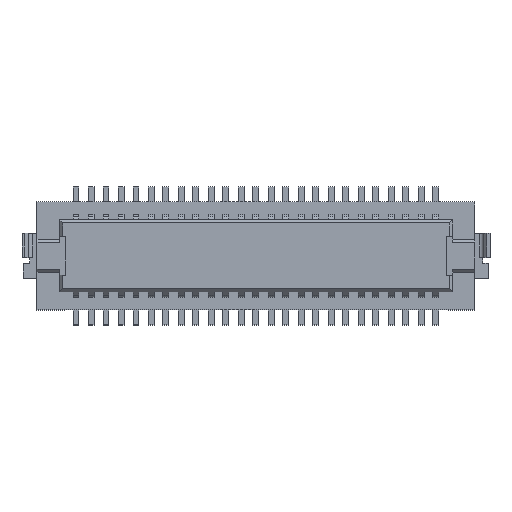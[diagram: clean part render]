
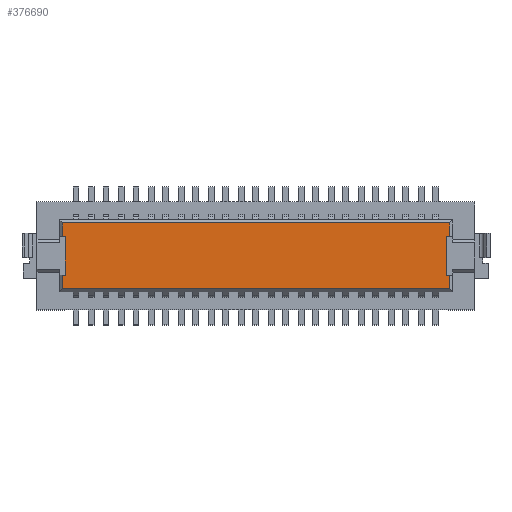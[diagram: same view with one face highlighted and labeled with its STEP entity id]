
A CAD part, top view. The second image highlights one B-rep face of the part: STEP entity #376690.
In plain terms, the highlighted planar face has unit normal (0, 0, 1).
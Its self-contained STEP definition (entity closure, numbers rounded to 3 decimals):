
#6830=CARTESIAN_POINT('',(-1.35,2.15,2.2));
#6840=VERTEX_POINT('',#6830);
#6870=CARTESIAN_POINT('',(1.5,2.15,2.2));
#6880=DIRECTION('',(1.,0.,0.));
#6890=VECTOR('',#6880,1.);
#6900=LINE('',#6870,#6890);
#6910=CARTESIAN_POINT('',(-1.25,2.15,2.2));
#6920=VERTEX_POINT('',#6910);
#6930=EDGE_CURVE('',#6840,#6920,#6900,.T.);
#9660=CARTESIAN_POINT('',(-1.35,0.4,2.2));
#9670=VERTEX_POINT('',#9660);
#9820=CARTESIAN_POINT('',(-1.35,0.85,2.2));
#9830=VERTEX_POINT('',#9820);
#9860=CARTESIAN_POINT('',(-1.35,0.625,2.2));
#9870=DIRECTION('',(0.,-1.,0.));
#9880=VECTOR('',#9870,1.);
#9890=LINE('',#9860,#9880);
#9900=EDGE_CURVE('',#9830,#9670,#9890,.T.);
#11000=CARTESIAN_POINT('',(-1.25,0.,2.2));
#11010=DIRECTION('',(0.,-1.,0.));
#11020=VECTOR('',#11010,1.);
#11030=LINE('',#11000,#11020);
#11040=CARTESIAN_POINT('',(-1.25,0.85,2.2));
#11050=VERTEX_POINT('',#11040);
#11060=EDGE_CURVE('',#6920,#11050,#11030,.T.);
#19300=CARTESIAN_POINT('',(1.5,0.85,2.2));
#19310=DIRECTION('',(-1.,0.,0.));
#19320=VECTOR('',#19310,1.);
#19330=LINE('',#19300,#19320);
#19340=EDGE_CURVE('',#11050,#9830,#19330,.T.);
#25790=CARTESIAN_POINT('',(-1.35,2.6,2.2));
#25800=VERTEX_POINT('',#25790);
#25830=CARTESIAN_POINT('',(-1.35,2.375,2.2));
#25840=DIRECTION('',(0.,-1.,0.));
#25850=VECTOR('',#25840,1.);
#25860=LINE('',#25830,#25850);
#25870=EDGE_CURVE('',#25800,#6840,#25860,.T.);
#375970=CARTESIAN_POINT('',(11.55,2.6,2.2));
#375980=VERTEX_POINT('',#375970);
#376010=CARTESIAN_POINT('',(9.,2.6,2.2));
#376020=DIRECTION('',(1.,0.,0.));
#376030=VECTOR('',#376020,1.);
#376040=LINE('',#376010,#376030);
#376050=EDGE_CURVE('',#25800,#375980,#376040,.T.);
#376100=CARTESIAN_POINT('',(9.,0.,2.2));
#376110=DIRECTION('',(0.,0.,1.));
#376120=DIRECTION('',(1.,0.,0.));
#376130=AXIS2_PLACEMENT_3D('',#376100,#376110,#376120);
#376140=PLANE('',#376130);
#376150=ORIENTED_EDGE('',*,*,#9900,.T.);
#376160=ORIENTED_EDGE('',*,*,#19340,.T.);
#376170=ORIENTED_EDGE('',*,*,#11060,.T.);
#376180=ORIENTED_EDGE('',*,*,#6930,.T.);
#376190=ORIENTED_EDGE('',*,*,#25870,.T.);
#376200=ORIENTED_EDGE('',*,*,#376050,.F.);
#376210=CARTESIAN_POINT('',(11.55,2.375,2.2));
#376220=DIRECTION('',(0.,1.,0.));
#376230=VECTOR('',#376220,1.);
#376240=LINE('',#376210,#376230);
#376250=CARTESIAN_POINT('',(11.55,2.15,2.2));
#376260=VERTEX_POINT('',#376250);
#376270=EDGE_CURVE('',#376260,#375980,#376240,.T.);
#376280=ORIENTED_EDGE('',*,*,#376270,.T.);
#376290=CARTESIAN_POINT('',(9.,2.15,2.2));
#376300=DIRECTION('',(1.,0.,0.));
#376310=VECTOR('',#376300,1.);
#376320=LINE('',#376290,#376310);
#376330=CARTESIAN_POINT('',(11.45,2.15,2.2));
#376340=VERTEX_POINT('',#376330);
#376350=EDGE_CURVE('',#376340,#376260,#376320,.T.);
#376360=ORIENTED_EDGE('',*,*,#376350,.T.);
#376370=CARTESIAN_POINT('',(11.45,0.,2.2));
#376380=DIRECTION('',(0.,1.,0.));
#376390=VECTOR('',#376380,1.);
#376400=LINE('',#376370,#376390);
#376410=CARTESIAN_POINT('',(11.45,0.85,2.2));
#376420=VERTEX_POINT('',#376410);
#376430=EDGE_CURVE('',#376420,#376340,#376400,.T.);
#376440=ORIENTED_EDGE('',*,*,#376430,.T.);
#376450=CARTESIAN_POINT('',(9.,0.85,2.2));
#376460=DIRECTION('',(-1.,0.,0.));
#376470=VECTOR('',#376460,1.);
#376480=LINE('',#376450,#376470);
#376490=CARTESIAN_POINT('',(11.55,0.85,2.2));
#376500=VERTEX_POINT('',#376490);
#376510=EDGE_CURVE('',#376500,#376420,#376480,.T.);
#376520=ORIENTED_EDGE('',*,*,#376510,.T.);
#376530=CARTESIAN_POINT('',(11.55,0.625,2.2));
#376540=DIRECTION('',(0.,1.,0.));
#376550=VECTOR('',#376540,1.);
#376560=LINE('',#376530,#376550);
#376570=CARTESIAN_POINT('',(11.55,0.4,2.2));
#376580=VERTEX_POINT('',#376570);
#376590=EDGE_CURVE('',#376580,#376500,#376560,.T.);
#376600=ORIENTED_EDGE('',*,*,#376590,.T.);
#376610=CARTESIAN_POINT('',(9.,0.4,2.2));
#376620=DIRECTION('',(1.,0.,0.));
#376630=VECTOR('',#376620,1.);
#376640=LINE('',#376610,#376630);
#376650=EDGE_CURVE('',#9670,#376580,#376640,.T.);
#376660=ORIENTED_EDGE('',*,*,#376650,.T.);
#376670=EDGE_LOOP('',(#376660,#376600,#376520,#376440,#376360,#376280,
#376200,#376190,#376180,#376170,#376160,#376150));
#376680=FACE_OUTER_BOUND('',#376670,.T.);
#376690=ADVANCED_FACE('',(#376680),#376140,.T.);
